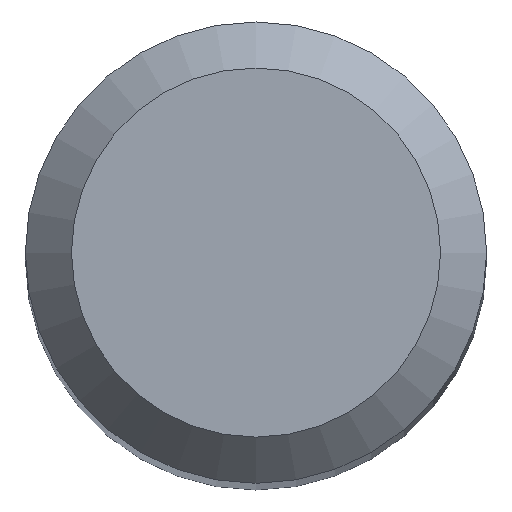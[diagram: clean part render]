
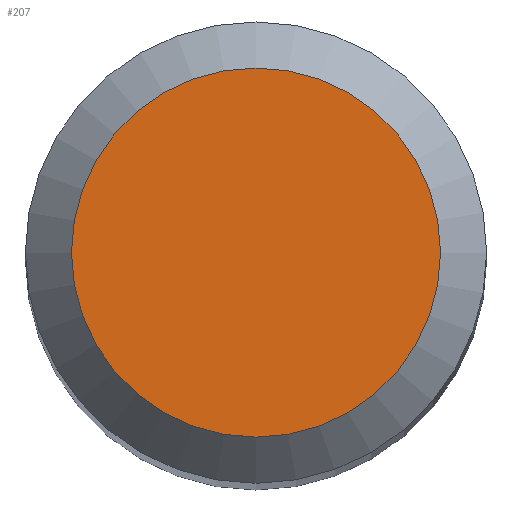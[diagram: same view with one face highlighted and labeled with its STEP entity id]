
A CAD part, top view. The second image highlights one B-rep face of the part: STEP entity #207.
In plain terms, the highlighted planar face has unit normal (0, 0, 1).
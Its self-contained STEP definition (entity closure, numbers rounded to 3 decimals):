
#32 = AXIS2_PLACEMENT_3D ( 'NONE', #214, #211, #142 ) ;
#82 = DIRECTION ( 'NONE',  ( 0., 1., 0. ) ) ;
#122 = PLANE ( 'NONE',  #32 ) ;
#123 = CIRCLE ( 'NONE', #212, 1.2 ) ;
#126 = CARTESIAN_POINT ( 'NONE',  ( 0., 1.2, 38. ) ) ;
#141 = VERTEX_POINT ( 'NONE', #126 ) ;
#142 = DIRECTION ( 'NONE',  ( 0., 1., 0. ) ) ;
#144 = FACE_OUTER_BOUND ( 'NONE', #294, .T. ) ;
#193 = CARTESIAN_POINT ( 'NONE',  ( 0., 0., 38. ) ) ;
#197 = DIRECTION ( 'NONE',  ( 0., 0., -1. ) ) ;
#207 = ADVANCED_FACE ( 'NONE', ( #144 ), #122, .F. ) ;
#211 = DIRECTION ( 'NONE',  ( 0., 0., -1. ) ) ;
#212 = AXIS2_PLACEMENT_3D ( 'NONE', #193, #197, #82 ) ;
#214 = CARTESIAN_POINT ( 'NONE',  ( 0., 0., 38. ) ) ;
#225 = ORIENTED_EDGE ( 'NONE', *, *, #269, .F. ) ;
#269 = EDGE_CURVE ( 'NONE', #141, #141, #123, .T. ) ;
#294 = EDGE_LOOP ( 'NONE', ( #225 ) ) ;
